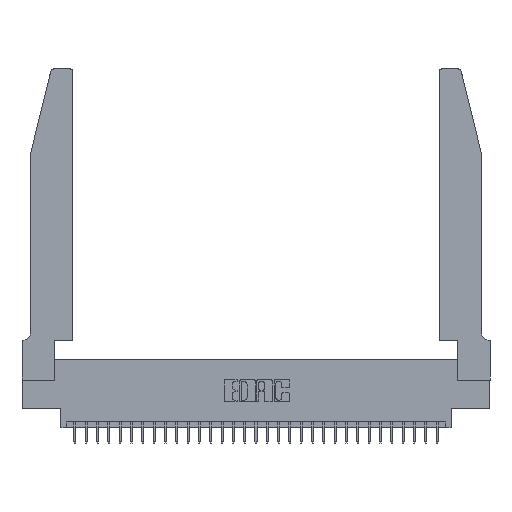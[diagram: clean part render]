
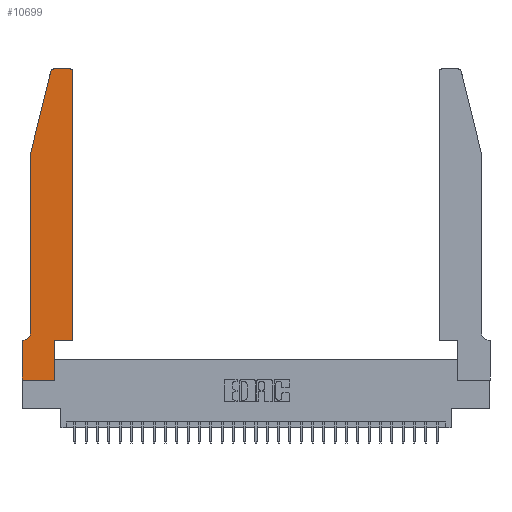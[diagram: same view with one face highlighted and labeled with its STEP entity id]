
A CAD part, top view. The second image highlights one B-rep face of the part: STEP entity #10699.
In plain terms, the highlighted planar face has unit normal (0, 0, 1).
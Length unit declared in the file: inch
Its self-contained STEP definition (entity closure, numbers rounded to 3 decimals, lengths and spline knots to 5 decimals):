
#84 = EDGE_CURVE ( 'NONE', #20515, #28650, #3155, .T. ) ;
#815 = CARTESIAN_POINT ( 'NONE',  ( 0.2605, 2.75, 0.37 ) ) ;
#873 = CARTESIAN_POINT ( 'NONE',  ( 0.4205, 2.75, 0.37 ) ) ;
#951 = CARTESIAN_POINT ( 'NONE',  ( 0., 0., 0.37 ) ) ;
#1140 = DIRECTION ( 'NONE',  ( 1., 0., 0. ) ) ;
#1295 = ORIENTED_EDGE ( 'NONE', *, *, #4609, .T. ) ;
#1352 = ORIENTED_EDGE ( 'NONE', *, *, #6449, .T. ) ;
#1475 = CARTESIAN_POINT ( 'NONE',  ( 0.0055, 0.42, 0.37 ) ) ;
#1805 = ORIENTED_EDGE ( 'NONE', *, *, #8844, .T. ) ;
#2341 = AXIS2_PLACEMENT_3D ( 'NONE', #1475, #21236, #11383 ) ;
#2354 = VERTEX_POINT ( 'NONE', #2570 ) ;
#2570 = CARTESIAN_POINT ( 'NONE',  ( 0.284, 2.75, 0.37 ) ) ;
#2615 = CARTESIAN_POINT ( 'NONE',  ( 0.0755, 2., 0.37 ) ) ;
#2742 = ORIENTED_EDGE ( 'NONE', *, *, #29467, .T. ) ;
#2807 = DIRECTION ( 'NONE',  ( 1., 0., 0. ) ) ;
#2843 = VECTOR ( 'NONE', #3476, 39.37008 ) ;
#3155 = LINE ( 'NONE', #30300, #2843 ) ;
#3244 = PLANE ( 'NONE',  #5937 ) ;
#3400 = FACE_OUTER_BOUND ( 'NONE', #15880, .T. ) ;
#3476 = DIRECTION ( 'NONE',  ( 0., 1., 0. ) ) ;
#3912 = EDGE_CURVE ( 'NONE', #17203, #26952, #29321, .T. ) ;
#4056 = CARTESIAN_POINT ( 'NONE',  ( 0.0755, 2., 0.37 ) ) ;
#4109 = CARTESIAN_POINT ( 'NONE',  ( 0.0755, 2., 0.37 ) ) ;
#4609 = EDGE_CURVE ( 'NONE', #17819, #23907, #24675, .T. ) ;
#4787 = ORIENTED_EDGE ( 'NONE', *, *, #21731, .T. ) ;
#5856 = DIRECTION ( 'NONE',  ( 0., -1., 0. ) ) ;
#5937 = AXIS2_PLACEMENT_3D ( 'NONE', #18657, #28604, #1140 ) ;
#6449 = EDGE_CURVE ( 'NONE', #26952, #12674, #8416, .T. ) ;
#6539 = CARTESIAN_POINT ( 'NONE',  ( 0.284, 2.72, 0.37 ) ) ;
#7147 = VECTOR ( 'NONE', #25984, 39.37008 ) ;
#7740 = CARTESIAN_POINT ( 'NONE',  ( 0.0055, 0.35, 0.37 ) ) ;
#8078 = EDGE_CURVE ( 'NONE', #28650, #22717, #25227, .T. ) ;
#8134 = VERTEX_POINT ( 'NONE', #30438 ) ;
#8184 = EDGE_CURVE ( 'NONE', #2354, #8134, #20384, .T. ) ;
#8416 = LINE ( 'NONE', #25676, #23974 ) ;
#8793 = DIRECTION ( 'NONE',  ( 1., 0., 0. ) ) ;
#8844 = EDGE_CURVE ( 'NONE', #13050, #17203, #30569, .T. ) ;
#9281 = LINE ( 'NONE', #19332, #20932 ) ;
#10664 = AXIS2_PLACEMENT_3D ( 'NONE', #17437, #12606, #25091 ) ;
#10699 = ADVANCED_FACE ( 'NONE', ( #3400 ), #3244, .T. ) ;
#11339 = CARTESIAN_POINT ( 'NONE',  ( 0.2865, 0., 0.37 ) ) ;
#11383 = DIRECTION ( 'NONE',  ( -1., 0., 0. ) ) ;
#12344 = EDGE_CURVE ( 'NONE', #12931, #20515, #13294, .T. ) ;
#12377 = CARTESIAN_POINT ( 'NONE',  ( 0.0755, 0.42, 0.37 ) ) ;
#12606 = DIRECTION ( 'NONE',  ( 0., 0., 1. ) ) ;
#12674 = VERTEX_POINT ( 'NONE', #18047 ) ;
#12931 = VERTEX_POINT ( 'NONE', #24537 ) ;
#13050 = VERTEX_POINT ( 'NONE', #2615 ) ;
#13294 = LINE ( 'NONE', #951, #28866 ) ;
#13615 = ORIENTED_EDGE ( 'NONE', *, *, #12344, .T. ) ;
#15880 = EDGE_LOOP ( 'NONE', ( #2742, #20108, #28129, #1805, #29698, #1352, #17240, #13615, #20700, #18025, #4787, #1295 ) ) ;
#16305 = VECTOR ( 'NONE', #21279, 39.37008 ) ;
#17170 = CARTESIAN_POINT ( 'NONE',  ( 0.4505, 2.72, 0.37 ) ) ;
#17203 = VERTEX_POINT ( 'NONE', #12377 ) ;
#17240 = ORIENTED_EDGE ( 'NONE', *, *, #24157, .T. ) ;
#17437 = CARTESIAN_POINT ( 'NONE',  ( 0.4205, 2.72, 0.37 ) ) ;
#17819 = VERTEX_POINT ( 'NONE', #17170 ) ;
#17999 = LINE ( 'NONE', #815, #7147 ) ;
#18025 = ORIENTED_EDGE ( 'NONE', *, *, #8078, .T. ) ;
#18047 = CARTESIAN_POINT ( 'NONE',  ( 0., 0.35, 0.37 ) ) ;
#18657 = CARTESIAN_POINT ( 'NONE',  ( 0., 0.35, 0.37 ) ) ;
#19332 = CARTESIAN_POINT ( 'NONE',  ( 0., 0., 0.37 ) ) ;
#19913 = DIRECTION ( 'NONE',  ( 1., 0., 0. ) ) ;
#20108 = ORIENTED_EDGE ( 'NONE', *, *, #8184, .T. ) ;
#20331 = VECTOR ( 'NONE', #20582, 39.37008 ) ;
#20384 = CIRCLE ( 'NONE', #29781, 0.03 ) ;
#20515 = VERTEX_POINT ( 'NONE', #11339 ) ;
#20582 = DIRECTION ( 'NONE',  ( 0., 1., 0. ) ) ;
#20700 = ORIENTED_EDGE ( 'NONE', *, *, #84, .T. ) ;
#20788 = CARTESIAN_POINT ( 'NONE',  ( 0.4505, 0.35, 0.37 ) ) ;
#20796 = LINE ( 'NONE', #4109, #16305 ) ;
#20932 = VECTOR ( 'NONE', #26685, 39.37008 ) ;
#21236 = DIRECTION ( 'NONE',  ( 0., 0., -1. ) ) ;
#21279 = DIRECTION ( 'NONE',  ( -0.239, -0.971, 0. ) ) ;
#21425 = VECTOR ( 'NONE', #2807, 39.37008 ) ;
#21731 = EDGE_CURVE ( 'NONE', #22717, #17819, #28275, .T. ) ;
#22717 = VERTEX_POINT ( 'NONE', #20788 ) ;
#23387 = DIRECTION ( 'NONE',  ( -1., 0., 0. ) ) ;
#23907 = VERTEX_POINT ( 'NONE', #873 ) ;
#23974 = VECTOR ( 'NONE', #23387, 39.37008 ) ;
#24027 = EDGE_CURVE ( 'NONE', #8134, #13050, #20796, .T. ) ;
#24157 = EDGE_CURVE ( 'NONE', #12674, #12931, #9281, .T. ) ;
#24537 = CARTESIAN_POINT ( 'NONE',  ( 0., 0., 0.37 ) ) ;
#24675 = CIRCLE ( 'NONE', #10664, 0.03 ) ;
#25091 = DIRECTION ( 'NONE',  ( 1., 0., 0. ) ) ;
#25227 = LINE ( 'NONE', #25388, #21425 ) ;
#25388 = CARTESIAN_POINT ( 'NONE',  ( 0.4505, 0.35, 0.37 ) ) ;
#25676 = CARTESIAN_POINT ( 'NONE',  ( 0.0755, 0.35, 0.37 ) ) ;
#25984 = DIRECTION ( 'NONE',  ( -1., 0., 0. ) ) ;
#26685 = DIRECTION ( 'NONE',  ( 0., -1., 0. ) ) ;
#26952 = VERTEX_POINT ( 'NONE', #7740 ) ;
#27958 = CARTESIAN_POINT ( 'NONE',  ( 0.4505, 0.35, 0.37 ) ) ;
#28129 = ORIENTED_EDGE ( 'NONE', *, *, #24027, .T. ) ;
#28275 = LINE ( 'NONE', #27958, #20331 ) ;
#28315 = DIRECTION ( 'NONE',  ( 0., 0., 1. ) ) ;
#28337 = CARTESIAN_POINT ( 'NONE',  ( 0.2865, 0.35, 0.37 ) ) ;
#28604 = DIRECTION ( 'NONE',  ( 0., 0., 1. ) ) ;
#28650 = VERTEX_POINT ( 'NONE', #28337 ) ;
#28866 = VECTOR ( 'NONE', #19913, 39.37008 ) ;
#29321 = CIRCLE ( 'NONE', #2341, 0.07 ) ;
#29467 = EDGE_CURVE ( 'NONE', #23907, #2354, #17999, .T. ) ;
#29698 = ORIENTED_EDGE ( 'NONE', *, *, #3912, .T. ) ;
#29781 = AXIS2_PLACEMENT_3D ( 'NONE', #6539, #28315, #8793 ) ;
#30300 = CARTESIAN_POINT ( 'NONE',  ( 0.2865, 0.35, 0.37 ) ) ;
#30438 = CARTESIAN_POINT ( 'NONE',  ( 0.25487, 2.72718, 0.37 ) ) ;
#30569 = LINE ( 'NONE', #4056, #31394 ) ;
#31394 = VECTOR ( 'NONE', #5856, 39.37008 ) ;
